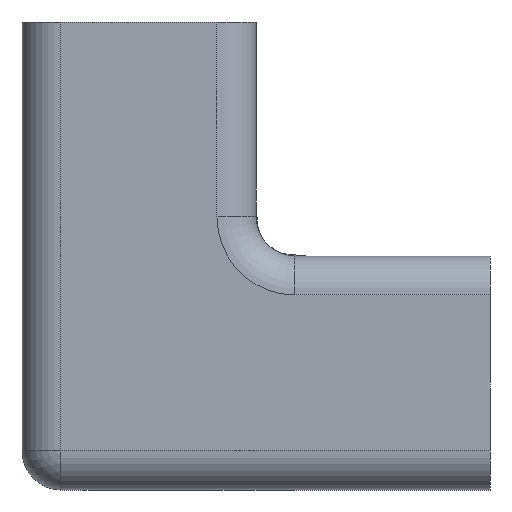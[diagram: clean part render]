
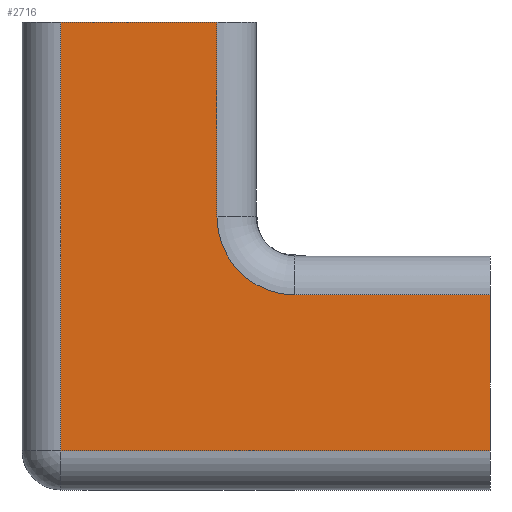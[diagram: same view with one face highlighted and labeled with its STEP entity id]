
A CAD part, front view. The second image highlights one B-rep face of the part: STEP entity #2716.
In plain terms, the highlighted planar face has unit normal (0, -1, 0).
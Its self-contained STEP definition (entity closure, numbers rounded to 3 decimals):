
#35=PLANE('',#2938);
#173=LINE('',#5360,#431);
#176=LINE('',#5371,#434);
#178=LINE('',#5375,#436);
#198=LINE('',#5433,#456);
#199=LINE('',#5435,#457);
#200=LINE('',#5438,#458);
#431=VECTOR('',#3339,10.);
#434=VECTOR('',#3350,10.);
#436=VECTOR('',#3354,10.);
#456=VECTOR('',#3398,10.);
#457=VECTOR('',#3399,10.);
#458=VECTOR('',#3402,10.);
#704=FACE_OUTER_BOUND('',#847,.T.);
#847=EDGE_LOOP('',(#1961,#1962,#1963,#1964,#1965,#1966,#1967));
#1021=CIRCLE('',#2939,10.);
#1201=VERTEX_POINT('',#5349);
#1204=VERTEX_POINT('',#5356);
#1209=VERTEX_POINT('',#5369);
#1210=VERTEX_POINT('',#5374);
#1236=VERTEX_POINT('',#5432);
#1237=VERTEX_POINT('',#5434);
#1238=VERTEX_POINT('',#5436);
#1488=EDGE_CURVE('',#1201,#1204,#173,.T.);
#1493=EDGE_CURVE('',#1209,#1201,#176,.T.);
#1495=EDGE_CURVE('',#1204,#1210,#178,.T.);
#1526=EDGE_CURVE('',#1209,#1236,#198,.T.);
#1527=EDGE_CURVE('',#1237,#1236,#199,.T.);
#1528=EDGE_CURVE('',#1238,#1237,#1021,.T.);
#1529=EDGE_CURVE('',#1210,#1238,#200,.T.);
#1961=ORIENTED_EDGE('',*,*,#1488,.F.);
#1962=ORIENTED_EDGE('',*,*,#1493,.F.);
#1963=ORIENTED_EDGE('',*,*,#1526,.T.);
#1964=ORIENTED_EDGE('',*,*,#1527,.F.);
#1965=ORIENTED_EDGE('',*,*,#1528,.F.);
#1966=ORIENTED_EDGE('',*,*,#1529,.F.);
#1967=ORIENTED_EDGE('',*,*,#1495,.F.);
#2716=ADVANCED_FACE('',(#704),#35,.T.);
#2938=AXIS2_PLACEMENT_3D('',#5431,#3396,#3397);
#2939=AXIS2_PLACEMENT_3D('',#5437,#3400,#3401);
#3339=DIRECTION('',(0.,0.,1.));
#3350=DIRECTION('',(-1.,0.,0.));
#3354=DIRECTION('',(1.,0.,0.));
#3396=DIRECTION('center_axis',(0.,-1.,0.));
#3397=DIRECTION('ref_axis',(1.,0.,0.));
#3398=DIRECTION('',(0.,0.,1.));
#3399=DIRECTION('',(1.,0.,0.));
#3400=DIRECTION('center_axis',(0.,-1.,0.));
#3401=DIRECTION('ref_axis',(-0.707,0.,-0.707));
#3402=DIRECTION('',(0.,0.,-1.));
#5349=CARTESIAN_POINT('',(-25.,-30.,-10.));
#5356=CARTESIAN_POINT('',(-25.,-30.,45.));
#5360=CARTESIAN_POINT('',(-25.,-30.,0.));
#5369=CARTESIAN_POINT('',(30.,-30.,-10.));
#5371=CARTESIAN_POINT('',(-15.,-30.,-10.));
#5374=CARTESIAN_POINT('',(-5.,-30.,45.));
#5375=CARTESIAN_POINT('',(-30.,-30.,45.));
#5431=CARTESIAN_POINT('Origin',(-30.,-30.,0.));
#5432=CARTESIAN_POINT('',(30.,-30.,10.));
#5433=CARTESIAN_POINT('',(30.,-30.,0.));
#5434=CARTESIAN_POINT('',(5.,-30.,10.));
#5435=CARTESIAN_POINT('',(-15.,-30.,10.));
#5436=CARTESIAN_POINT('',(-5.,-30.,20.));
#5437=CARTESIAN_POINT('Origin',(5.,-30.,20.));
#5438=CARTESIAN_POINT('',(-5.,-30.,7.5));
